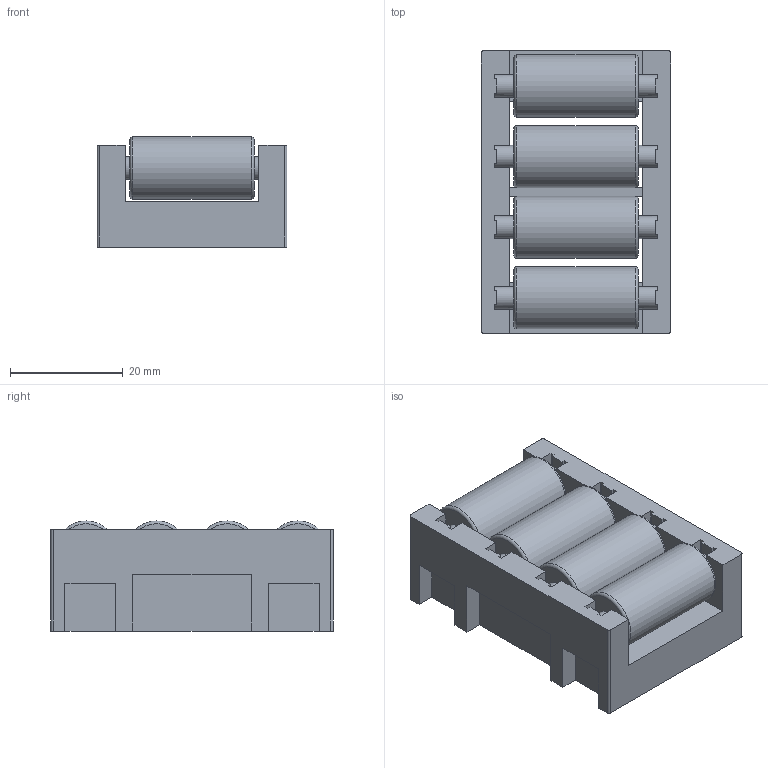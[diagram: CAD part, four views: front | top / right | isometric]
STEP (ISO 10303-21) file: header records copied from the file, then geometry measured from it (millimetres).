
FILE_DESCRIPTION(/* description */ ('KriTec Rolleneinsatz 4xD11 ESD, schwarz ähnlich RAL 9005'),/* implementation_level */ '2;1');
FILE_NAME(/* name */ '14546_KriTec_Rolleneinsatz_4xD11_ESD_schwarz_aehnlich_RAL_9005.stp',/* time_stamp */ '2020-06-24T15:52:33+02:00',/* author */ ('Nell'),/* organization */ (''),/* preprocessor_version */ 'ST-DEVELOPER v17',/* originating_system */ 'Autodesk Inventor 2018',/* authorisation */ '');
FILE_SCHEMA (('AUTOMOTIVE_DESIGN { 1 0 10303 214 3 1 1 }'));
Length unit declared in the file: millimetre
Products named in the file (1): 14546
Bounding box: 33.6 x 50 x 19.5 mm (x, y, z)
Volume: 18656.9 mm3; surface area: 10893 mm2
Topology: 1 solids, 1 shells, 130 faces, 376 edges, 248 vertices
Faces by surface type: plane 106, cylinder 16, torus 8
Full cylindrical faces by diameter (mm): 4 x8, 11 x4
Entity records: 4319 total; most frequent: CARTESIAN_POINT 755, ORIENTED_EDGE 752, DIRECTION 718, EDGE_CURVE 376, LINE 296, VECTOR 296, VERTEX_POINT 248, AXIS2_PLACEMENT_3D 211
